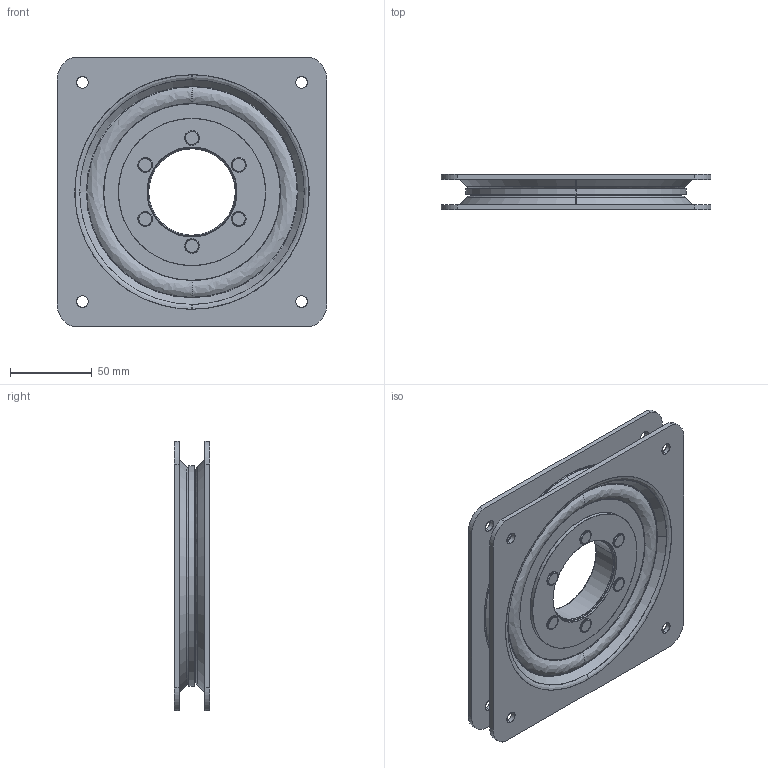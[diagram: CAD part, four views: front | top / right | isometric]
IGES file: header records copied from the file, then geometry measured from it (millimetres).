
Start section: SolidWorks IGES file using analytic representation for surfaces
Global section: file name: GFW-744-IGS.IGS; native system: SolidWorks 2020; preprocessor: SolidWorks 2020; author: Murakami1821; date: 240628.144236; units: millimetre
Bounding box: 165 x 21.79 x 165 mm (x, y, z)
Surface area: 142498.3 mm2 (no closed solid volume)
Topology: 0 solids, 0 shells, 415 faces, 7540 edges, 7540 vertices
Faces by surface type: revolution 224, bspline 191
